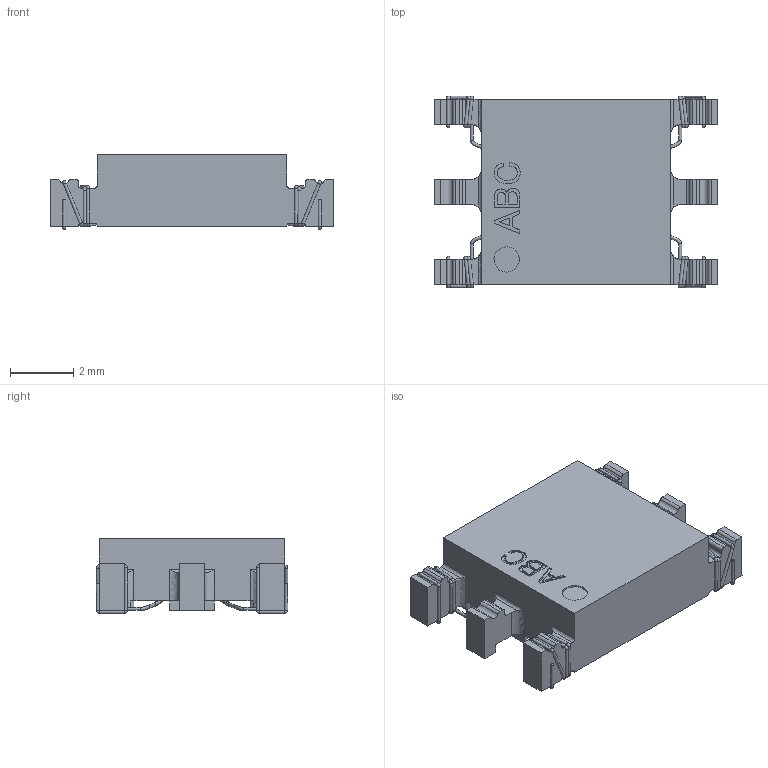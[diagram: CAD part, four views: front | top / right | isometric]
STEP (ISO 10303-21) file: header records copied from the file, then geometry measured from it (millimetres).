
FILE_DESCRIPTION( ('This file contains a STEP AP42 implementation' ,'as created by ZW3D STEP Interface translator.') ,'2;1' );
FILE_NAME( 'SF0903-2.stp' ,'14 925.1051 1', (''), ('ZWCAD Software Co.'), 'Version 1.0', 'ZW3D to STEP translator', '' );
FILE_SCHEMA( ('CONFIG_CONTROL_DESIGN') );
Length unit declared in the file: millimetre
Products named in the file (1): 0
Bounding box: 9 x 6.08 x 2.38 mm (x, y, z)
Volume: 62.7 mm3; surface area: 329 mm2
Topology: 4 solids, 74 shells, 720 faces, 2034 edges, 1231 vertices
Faces by surface type: bspline 720
Entity records: 38398 total; most frequent: CARTESIAN_POINT 28074, ORIENTED_EDGE 3722, EDGE_CURVE 1928, VERTEX_POINT 1231, B_SPLINE_CURVE_WITH_KNOTS 954, EDGE_LOOP 729, FACE_OUTER_BOUND 720, ADVANCED_FACE 720
